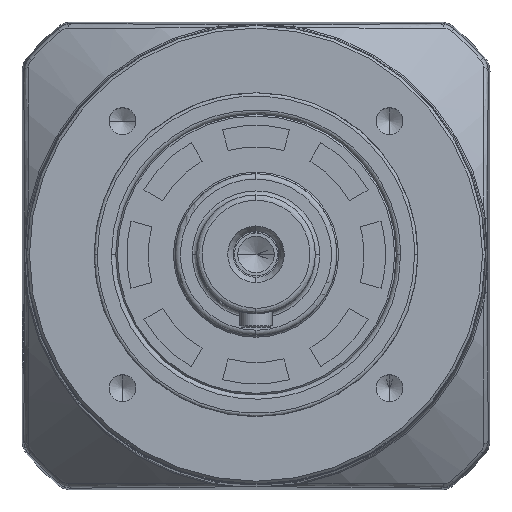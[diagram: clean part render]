
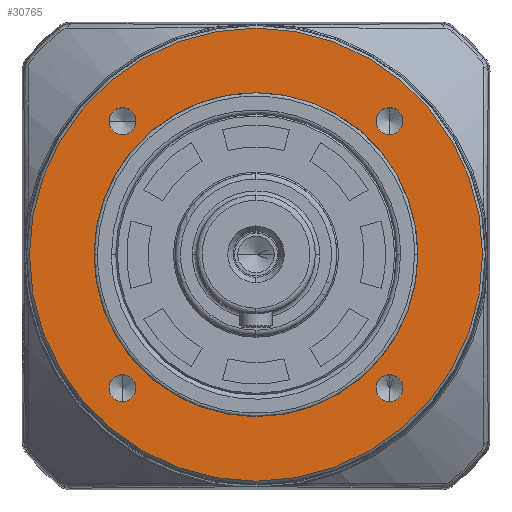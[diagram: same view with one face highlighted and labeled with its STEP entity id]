
A CAD part, top view. The second image highlights one B-rep face of the part: STEP entity #30765.
In plain terms, the highlighted planar face has unit normal (0, 0, 1).
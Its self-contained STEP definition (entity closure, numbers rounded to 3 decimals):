
#163 = CARTESIAN_POINT ( 'NONE',  ( 22.249, 24.749, 41.5 ) ) ;
#704 = FACE_BOUND ( 'NONE', #20380, .T. ) ;
#865 = EDGE_CURVE ( 'NONE', #34492, #15612, #18872, .T. ) ;
#2050 = AXIS2_PLACEMENT_3D ( 'NONE', #5939, #5864, #5856 ) ;
#2328 = EDGE_CURVE ( 'NONE', #23622, #25763, #26229, .T. ) ;
#2735 = CARTESIAN_POINT ( 'NONE',  ( 30., 0., 41.5 ) ) ;
#2857 = FACE_BOUND ( 'NONE', #20043, .T. ) ;
#3012 = ORIENTED_EDGE ( 'NONE', *, *, #21471, .T. ) ;
#3341 = DIRECTION ( 'NONE',  ( -1., 0., 0. ) ) ;
#3432 = DIRECTION ( 'NONE',  ( 0., 0., -1. ) ) ;
#3442 = AXIS2_PLACEMENT_3D ( 'NONE', #34141, #34071, #34065 ) ;
#3574 = CARTESIAN_POINT ( 'NONE',  ( 0., 0., 41.5 ) ) ;
#3623 = DIRECTION ( 'NONE',  ( 1., 0., 0. ) ) ;
#3652 = CARTESIAN_POINT ( 'NONE',  ( 0., 0., 41.5 ) ) ;
#3694 = PLANE ( 'NONE',  #14806 ) ;
#4121 = DIRECTION ( 'NONE',  ( 0., 0., 1. ) ) ;
#5856 = DIRECTION ( 'NONE',  ( 1., 0., 0. ) ) ;
#5864 = DIRECTION ( 'NONE',  ( 0., 0., -1. ) ) ;
#5939 = CARTESIAN_POINT ( 'NONE',  ( -24.749, -24.749, 41.5 ) ) ;
#6204 = CIRCLE ( 'NONE', #6243, 30. ) ;
#6243 = AXIS2_PLACEMENT_3D ( 'NONE', #30029, #29968, #29961 ) ;
#6842 = CIRCLE ( 'NONE', #23446, 2.5 ) ;
#7278 = VERTEX_POINT ( 'NONE', #12004 ) ;
#7388 = EDGE_CURVE ( 'NONE', #29321, #19191, #11199, .T. ) ;
#7753 = AXIS2_PLACEMENT_3D ( 'NONE', #3574, #3432, #3341 ) ;
#7963 = VERTEX_POINT ( 'NONE', #163 ) ;
#8224 = AXIS2_PLACEMENT_3D ( 'NONE', #27631, #33042, #34333 ) ;
#8282 = ORIENTED_EDGE ( 'NONE', *, *, #14156, .F. ) ;
#8428 = CIRCLE ( 'NONE', #14188, 2.5 ) ;
#8558 = ORIENTED_EDGE ( 'NONE', *, *, #25172, .T. ) ;
#9104 = CARTESIAN_POINT ( 'NONE',  ( 27.249, -24.749, 41.5 ) ) ;
#9472 = CARTESIAN_POINT ( 'NONE',  ( -22.249, 24.749, 41.5 ) ) ;
#10083 = VERTEX_POINT ( 'NONE', #32671 ) ;
#10586 = AXIS2_PLACEMENT_3D ( 'NONE', #17478, #17446, #17443 ) ;
#11199 = CIRCLE ( 'NONE', #7753, 42. ) ;
#11224 = AXIS2_PLACEMENT_3D ( 'NONE', #28303, #28273, #28264 ) ;
#11271 = AXIS2_PLACEMENT_3D ( 'NONE', #26737, #26693, #26650 ) ;
#12004 = CARTESIAN_POINT ( 'NONE',  ( -30., 0., 41.5 ) ) ;
#12559 = ORIENTED_EDGE ( 'NONE', *, *, #21172, .T. ) ;
#13217 = FACE_BOUND ( 'NONE', #22557, .T. ) ;
#13359 = EDGE_CURVE ( 'NONE', #15612, #34492, #20624, .T. ) ;
#13879 = VERTEX_POINT ( 'NONE', #25062 ) ;
#14156 = EDGE_CURVE ( 'NONE', #19191, #29321, #31367, .T. ) ;
#14188 = AXIS2_PLACEMENT_3D ( 'NONE', #18757, #18752, #18705 ) ;
#14806 = AXIS2_PLACEMENT_3D ( 'NONE', #3652, #4121, #3623 ) ;
#15419 = DIRECTION ( 'NONE',  ( 1., 0., 0. ) ) ;
#15428 = DIRECTION ( 'NONE',  ( 0., 0., -1. ) ) ;
#15459 = CARTESIAN_POINT ( 'NONE',  ( 24.749, 24.749, 41.5 ) ) ;
#15612 = VERTEX_POINT ( 'NONE', #29972 ) ;
#16161 = FACE_BOUND ( 'NONE', #20486, .T. ) ;
#16373 = CIRCLE ( 'NONE', #11224, 30. ) ;
#17293 = CIRCLE ( 'NONE', #8224, 2.5 ) ;
#17443 = DIRECTION ( 'NONE',  ( -1., 0., 0. ) ) ;
#17446 = DIRECTION ( 'NONE',  ( 0., 0., -1. ) ) ;
#17469 = ORIENTED_EDGE ( 'NONE', *, *, #27644, .T. ) ;
#17478 = CARTESIAN_POINT ( 'NONE',  ( 0., 0., 41.5 ) ) ;
#17514 = CARTESIAN_POINT ( 'NONE',  ( -42., 0., 41.5 ) ) ;
#17873 = EDGE_CURVE ( 'NONE', #25763, #23622, #6842, .T. ) ;
#18224 = ORIENTED_EDGE ( 'NONE', *, *, #865, .T. ) ;
#18705 = DIRECTION ( 'NONE',  ( 1., 0., 0. ) ) ;
#18752 = DIRECTION ( 'NONE',  ( 0., 0., -1. ) ) ;
#18757 = CARTESIAN_POINT ( 'NONE',  ( 24.749, 24.749, 41.5 ) ) ;
#18872 = CIRCLE ( 'NONE', #2050, 2.5 ) ;
#19191 = VERTEX_POINT ( 'NONE', #17514 ) ;
#19423 = ORIENTED_EDGE ( 'NONE', *, *, #25283, .T. ) ;
#19867 = EDGE_CURVE ( 'NONE', #7963, #13879, #8428, .T. ) ;
#20043 = EDGE_LOOP ( 'NONE', ( #12559, #19423 ) ) ;
#20380 = EDGE_LOOP ( 'NONE', ( #18224, #26366 ) ) ;
#20486 = EDGE_LOOP ( 'NONE', ( #17469, #29084 ) ) ;
#20624 = CIRCLE ( 'NONE', #3442, 2.5 ) ;
#21172 = EDGE_CURVE ( 'NONE', #22582, #10083, #17293, .T. ) ;
#21471 = EDGE_CURVE ( 'NONE', #7278, #33761, #6204, .T. ) ;
#21986 = FACE_BOUND ( 'NONE', #29132, .T. ) ;
#22394 = FACE_OUTER_BOUND ( 'NONE', #22452, .T. ) ;
#22452 = EDGE_LOOP ( 'NONE', ( #8282, #30954 ) ) ;
#22557 = EDGE_LOOP ( 'NONE', ( #8558, #3012 ) ) ;
#22582 = VERTEX_POINT ( 'NONE', #9104 ) ;
#22658 = ORIENTED_EDGE ( 'NONE', *, *, #17873, .T. ) ;
#23446 = AXIS2_PLACEMENT_3D ( 'NONE', #24855, #24834, #24825 ) ;
#23622 = VERTEX_POINT ( 'NONE', #32258 ) ;
#24825 = DIRECTION ( 'NONE',  ( 1., 0., 0. ) ) ;
#24834 = DIRECTION ( 'NONE',  ( 0., 0., -1. ) ) ;
#24855 = CARTESIAN_POINT ( 'NONE',  ( -24.749, 24.749, 41.5 ) ) ;
#25062 = CARTESIAN_POINT ( 'NONE',  ( 27.249, 24.749, 41.5 ) ) ;
#25172 = EDGE_CURVE ( 'NONE', #33761, #7278, #16373, .T. ) ;
#25283 = EDGE_CURVE ( 'NONE', #10083, #22582, #28697, .T. ) ;
#25763 = VERTEX_POINT ( 'NONE', #9472 ) ;
#26229 = CIRCLE ( 'NONE', #32965, 2.5 ) ;
#26366 = ORIENTED_EDGE ( 'NONE', *, *, #13359, .T. ) ;
#26650 = DIRECTION ( 'NONE',  ( 1., 0., 0. ) ) ;
#26655 = CIRCLE ( 'NONE', #28167, 2.5 ) ;
#26693 = DIRECTION ( 'NONE',  ( 0., 0., -1. ) ) ;
#26737 = CARTESIAN_POINT ( 'NONE',  ( 24.749, -24.749, 41.5 ) ) ;
#27631 = CARTESIAN_POINT ( 'NONE',  ( 24.749, -24.749, 41.5 ) ) ;
#27644 = EDGE_CURVE ( 'NONE', #13879, #7963, #26655, .T. ) ;
#28167 = AXIS2_PLACEMENT_3D ( 'NONE', #15459, #15428, #15419 ) ;
#28264 = DIRECTION ( 'NONE',  ( 1., 0., 0. ) ) ;
#28273 = DIRECTION ( 'NONE',  ( 0., 0., -1. ) ) ;
#28303 = CARTESIAN_POINT ( 'NONE',  ( 0., 0., 41.5 ) ) ;
#28634 = DIRECTION ( 'NONE',  ( 1., 0., 0. ) ) ;
#28697 = CIRCLE ( 'NONE', #11271, 2.5 ) ;
#28869 = DIRECTION ( 'NONE',  ( 0., 0., -1. ) ) ;
#28908 = CARTESIAN_POINT ( 'NONE',  ( -24.749, 24.749, 41.5 ) ) ;
#29084 = ORIENTED_EDGE ( 'NONE', *, *, #19867, .T. ) ;
#29132 = EDGE_LOOP ( 'NONE', ( #22658, #33277 ) ) ;
#29321 = VERTEX_POINT ( 'NONE', #32957 ) ;
#29677 = CARTESIAN_POINT ( 'NONE',  ( -22.249, -24.749, 41.5 ) ) ;
#29961 = DIRECTION ( 'NONE',  ( 1., 0., 0. ) ) ;
#29968 = DIRECTION ( 'NONE',  ( 0., 0., -1. ) ) ;
#29972 = CARTESIAN_POINT ( 'NONE',  ( -27.249, -24.749, 41.5 ) ) ;
#30029 = CARTESIAN_POINT ( 'NONE',  ( 0., 0., 41.5 ) ) ;
#30765 = ADVANCED_FACE ( 'NONE', ( #13217, #22394, #16161, #2857, #704, #21986 ), #3694, .T. ) ;
#30954 = ORIENTED_EDGE ( 'NONE', *, *, #7388, .F. ) ;
#31367 = CIRCLE ( 'NONE', #10586, 42. ) ;
#32258 = CARTESIAN_POINT ( 'NONE',  ( -27.249, 24.749, 41.5 ) ) ;
#32671 = CARTESIAN_POINT ( 'NONE',  ( 22.249, -24.749, 41.5 ) ) ;
#32957 = CARTESIAN_POINT ( 'NONE',  ( 42., 0., 41.5 ) ) ;
#32965 = AXIS2_PLACEMENT_3D ( 'NONE', #28908, #28869, #28634 ) ;
#33042 = DIRECTION ( 'NONE',  ( 0., 0., -1. ) ) ;
#33277 = ORIENTED_EDGE ( 'NONE', *, *, #2328, .T. ) ;
#33761 = VERTEX_POINT ( 'NONE', #2735 ) ;
#34065 = DIRECTION ( 'NONE',  ( 1., 0., 0. ) ) ;
#34071 = DIRECTION ( 'NONE',  ( 0., 0., -1. ) ) ;
#34141 = CARTESIAN_POINT ( 'NONE',  ( -24.749, -24.749, 41.5 ) ) ;
#34333 = DIRECTION ( 'NONE',  ( 1., 0., 0. ) ) ;
#34492 = VERTEX_POINT ( 'NONE', #29677 ) ;
